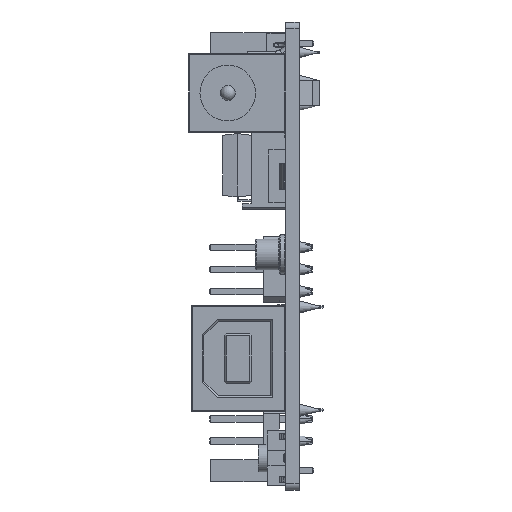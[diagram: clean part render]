
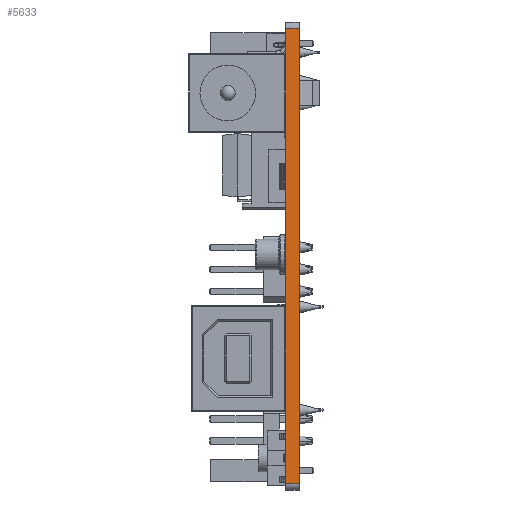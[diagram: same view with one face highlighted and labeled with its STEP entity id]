
A CAD part, left-side view. The second image highlights one B-rep face of the part: STEP entity #5633.
In plain terms, the highlighted planar face has unit normal (-1, 0, 0).
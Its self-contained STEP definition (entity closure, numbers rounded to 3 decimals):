
#70 = LINE ( 'NONE', #14709, #35834 ) ;
#100 = EDGE_CURVE ( 'NONE', #8101, #21897, #39469, .T. ) ;
#564 = ORIENTED_EDGE ( 'NONE', *, *, #100, .T. ) ;
#2725 = ORIENTED_EDGE ( 'NONE', *, *, #3485, .T. ) ;
#3334 = DIRECTION ( 'NONE',  ( 0., 1., 0. ) ) ;
#3485 = EDGE_CURVE ( 'NONE', #32412, #8101, #70, .T. ) ;
#3568 = LINE ( 'NONE', #44888, #19955 ) ;
#4110 = EDGE_LOOP ( 'NONE', ( #16464, #2725, #564, #44360 ) ) ;
#5633 = ADVANCED_FACE ( 'NONE', ( #27147 ), #25151, .F. ) ;
#6338 = VECTOR ( 'NONE', #40333, 1000. ) ;
#6541 = CARTESIAN_POINT ( 'NONE',  ( 0., 0., -0.7 ) ) ;
#7563 = CARTESIAN_POINT ( 'NONE',  ( 0., 1.55, 0. ) ) ;
#7638 = EDGE_CURVE ( 'NONE', #21897, #18909, #3568, .T. ) ;
#7701 = CARTESIAN_POINT ( 'NONE',  ( 0., 1.55, -52.35 ) ) ;
#8101 = VERTEX_POINT ( 'NONE', #41204 ) ;
#10635 = AXIS2_PLACEMENT_3D ( 'NONE', #7563, #38773, #11056 ) ;
#10988 = EDGE_CURVE ( 'NONE', #32412, #18909, #43185, .T. ) ;
#11056 = DIRECTION ( 'NONE',  ( 0., 0., -1. ) ) ;
#12286 = CARTESIAN_POINT ( 'NONE',  ( 0., 0., 0. ) ) ;
#14709 = CARTESIAN_POINT ( 'NONE',  ( 0., 1.55, -52.35 ) ) ;
#15121 = VECTOR ( 'NONE', #33492, 1000. ) ;
#16464 = ORIENTED_EDGE ( 'NONE', *, *, #10988, .F. ) ;
#18909 = VERTEX_POINT ( 'NONE', #20568 ) ;
#19955 = VECTOR ( 'NONE', #3334, 1000. ) ;
#20568 = CARTESIAN_POINT ( 'NONE',  ( 0., 1.55, -0.7 ) ) ;
#21897 = VERTEX_POINT ( 'NONE', #6541 ) ;
#25151 = PLANE ( 'NONE',  #10635 ) ;
#25304 = DIRECTION ( 'NONE',  ( 0., -1., 0. ) ) ;
#27147 = FACE_OUTER_BOUND ( 'NONE', #4110, .T. ) ;
#32412 = VERTEX_POINT ( 'NONE', #7701 ) ;
#33492 = DIRECTION ( 'NONE',  ( 0., 0., 1. ) ) ;
#35834 = VECTOR ( 'NONE', #25304, 1000. ) ;
#38773 = DIRECTION ( 'NONE',  ( 1., 0., 0. ) ) ;
#39469 = LINE ( 'NONE', #12286, #15121 ) ;
#40333 = DIRECTION ( 'NONE',  ( 0., 0., 1. ) ) ;
#41204 = CARTESIAN_POINT ( 'NONE',  ( 0., 0., -52.35 ) ) ;
#43185 = LINE ( 'NONE', #44284, #6338 ) ;
#44284 = CARTESIAN_POINT ( 'NONE',  ( 0., 1.55, 0. ) ) ;
#44360 = ORIENTED_EDGE ( 'NONE', *, *, #7638, .T. ) ;
#44888 = CARTESIAN_POINT ( 'NONE',  ( 0., 1.55, -0.7 ) ) ;
